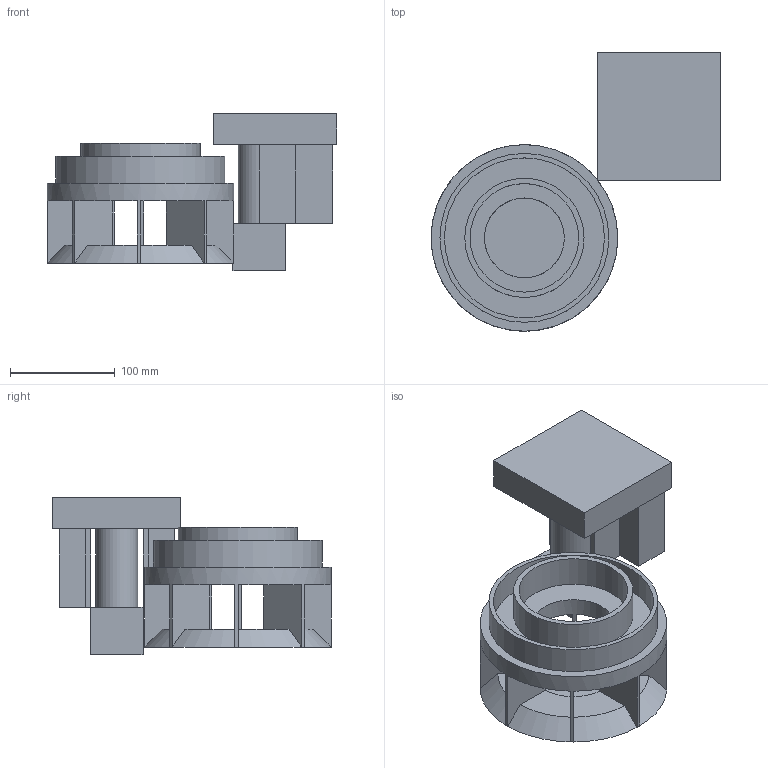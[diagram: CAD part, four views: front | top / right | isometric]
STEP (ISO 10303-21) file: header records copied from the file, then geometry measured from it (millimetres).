
FILE_DESCRIPTION(/* description */ (''),/* implementation_level */ '2;1');
FILE_NAME(/* name */ 'external structure v2.step',/* time_stamp */ '2024-06-10T15:46:42+09:00',/* author */ (''),/* organization */ (''),/* preprocessor_version */ 'ST-DEVELOPER v20',/* originating_system */ 'Autodesk Translation Framework v12.20.1.177',/* authorisation */ '');
FILE_SCHEMA (('AUTOMOTIVE_DESIGN { 1 0 10303 214 3 1 1 }'));
Length unit declared in the file: millimetre
Products named in the file (2): 풍력발전기22; 1_1 v1 v8
Assembly tree (1 placements, depth 2):
  풍력발전기22
    1_1 v1 v8
Bounding box: 276.12 x 265.31 x 150 mm (x, y, z)
Volume: 1318279.4 mm3; surface area: 303940.5 mm2
Topology: 3 solids, 3 shells, 112 faces, 309 edges, 197 vertices
Faces by surface type: plane 88, cylinder 16, cone 8
Full cylindrical faces by diameter (mm): 38 x1, 40 x1, 76.205 x1, 103.488 x1, 113.649 x1, 152.41 x1, 160.877 x1, 177.811 x1
Entity records: 3661 total; most frequent: CARTESIAN_POINT 693, ORIENTED_EDGE 618, DIRECTION 606, EDGE_CURVE 309, LINE 202, VECTOR 202, AXIS2_PLACEMENT_3D 202, VERTEX_POINT 197
